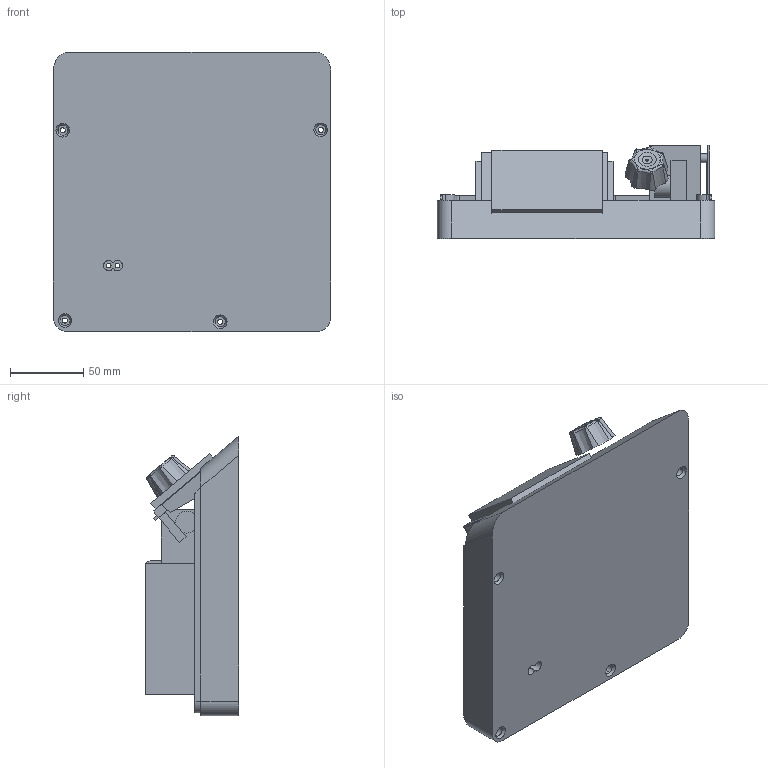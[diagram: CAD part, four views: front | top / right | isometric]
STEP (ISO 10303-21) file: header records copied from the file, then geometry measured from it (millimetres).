
FILE_DESCRIPTION(/* description */ (''),/* implementation_level */ '2;1');
FILE_NAME(/* name */ 'enclosure v64.step',/* time_stamp */ '2020-02-19T21:00:38+01:00',/* author */ (''),/* organization */ (''),/* preprocessor_version */ 'ST-DEVELOPER v18',/* originating_system */ 'Autodesk Translation Framework v8.12.0.6',/* authorisation */ '');
FILE_SCHEMA (('AUTOMOTIVE_DESIGN { 1 0 10303 214 3 1 1 }'));
Length unit declared in the file: millimetre
Products named in the file (5): enclosure; knob; Display; Electronics; Load Cell
Assembly tree (4 placements, depth 2):
  enclosure
    knob
    Display
    Electronics
    Load Cell
Bounding box: 190 x 64 x 191.32 mm (x, y, z)
Volume: 452218.8 mm3; surface area: 182138 mm2
Topology: 6 solids, 6 shells, 352 faces, 928 edges, 605 vertices
Faces by surface type: plane 206, cylinder 109, cone 20, torus 14, bspline 3
Full cylindrical faces by diameter (mm): 2.5 x2, 3.2 x6, 3.5 x4, 3.6 x4, 6 x4, 6.2 x1, 7 x1, 10 x1, 14.954 x1
Entity records: 20050 total; most frequent: CARTESIAN_POINT 7648, ORIENTED_EDGE 2541, DIRECTION 2536, EDGE_CURVE 1288, AXIS2_PLACEMENT_3D 895, VERTEX_POINT 834, LINE 746, VECTOR 746
